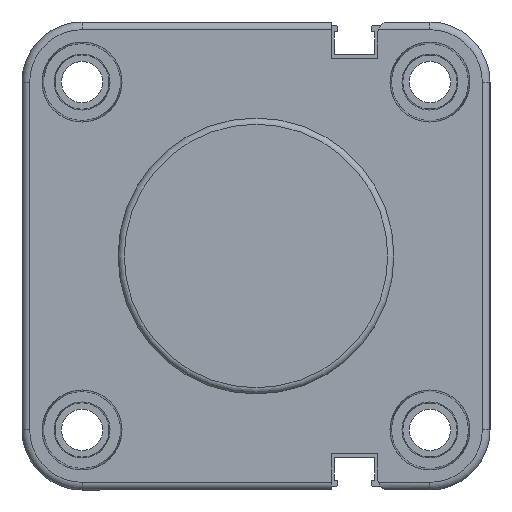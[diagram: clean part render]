
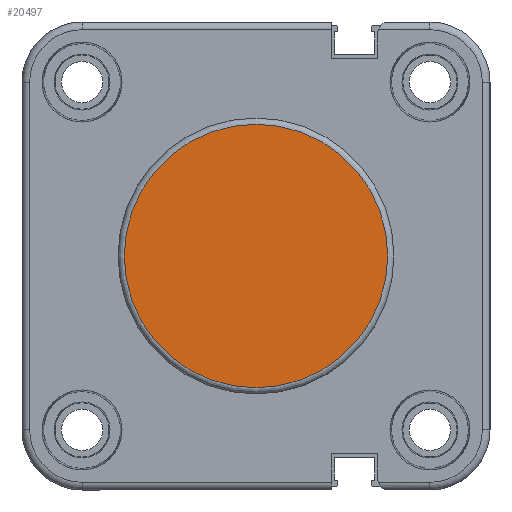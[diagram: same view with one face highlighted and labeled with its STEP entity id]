
A CAD part, left-side view. The second image highlights one B-rep face of the part: STEP entity #20497.
In plain terms, the highlighted planar face has unit normal (-1, 0, 0).
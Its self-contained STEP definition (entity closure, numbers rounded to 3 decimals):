
#436 = CIRCLE ( 'NONE', #3218, 21.4 ) ;
#1000 = CARTESIAN_POINT ( 'NONE',  ( 0., 0., 0. ) ) ;
#3218 = AXIS2_PLACEMENT_3D ( 'NONE', #17335, #18929, #6334 ) ;
#5736 = FACE_OUTER_BOUND ( 'NONE', #8621, .T. ) ;
#6334 = DIRECTION ( 'NONE',  ( 0., 0., 1. ) ) ;
#8621 = EDGE_LOOP ( 'NONE', ( #13354 ) ) ;
#9935 = VERTEX_POINT ( 'NONE', #10870 ) ;
#10870 = CARTESIAN_POINT ( 'NONE',  ( 0., 0., 21.4 ) ) ;
#13111 = EDGE_CURVE ( 'NONE', #9935, #9935, #436, .T. ) ;
#13354 = ORIENTED_EDGE ( 'NONE', *, *, #13111, .T. ) ;
#13946 = PLANE ( 'NONE',  #17358 ) ;
#15494 = DIRECTION ( 'NONE',  ( 0., 0., 1. ) ) ;
#17335 = CARTESIAN_POINT ( 'NONE',  ( 0., 0., 0. ) ) ;
#17358 = AXIS2_PLACEMENT_3D ( 'NONE', #1000, #18546, #15494 ) ;
#18546 = DIRECTION ( 'NONE',  ( -1., 0., 0. ) ) ;
#18929 = DIRECTION ( 'NONE',  ( -1., 0., 0. ) ) ;
#20497 = ADVANCED_FACE ( 'NONE', ( #5736 ), #13946, .T. ) ;
